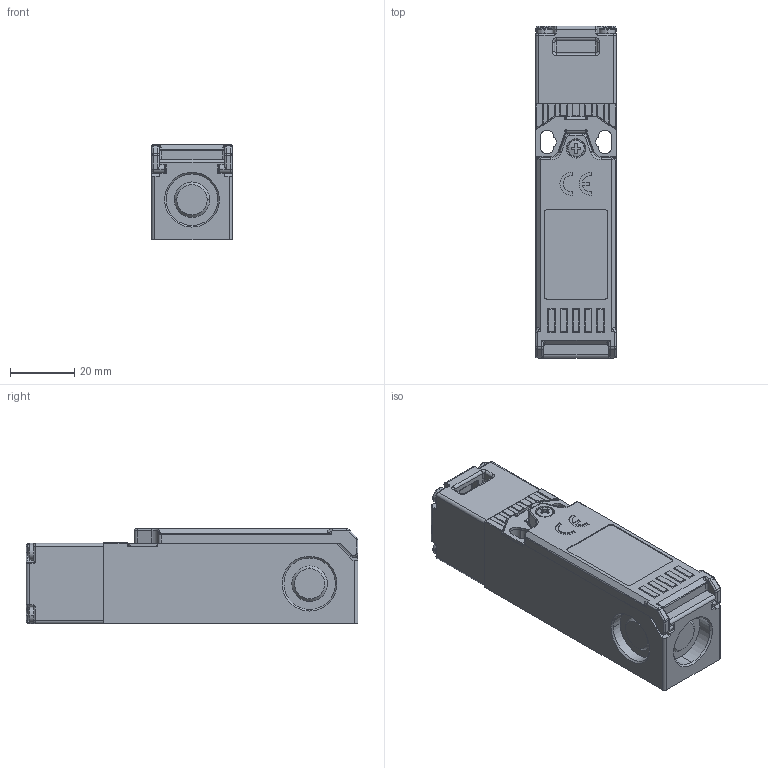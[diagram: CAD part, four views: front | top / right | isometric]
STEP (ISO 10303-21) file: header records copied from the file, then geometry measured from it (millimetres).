
FILE_DESCRIPTION (( 'STEP AP214' ), '1' );
FILE_NAME ('INCH-3-223002.STEP', '2015-08-11T14:59:03', ( '' ), ( '' ), 'SwSTEP 2.0', 'SolidWorks 2014', '' );
FILE_SCHEMA (( 'AUTOMOTIVE_DESIGN' ));
Length unit declared in the file: inch
Products named in the file (1): INCH-3-223002
Bounding box: 25 x 103 x 29.77 mm (x, y, z)
Volume: 28144.2 mm3; surface area: 30381.1 mm2
Topology: 12 solids, 12 shells, 1860 faces, 4770 edges, 2948 vertices
Faces by surface type: plane 865, cylinder 591, torus 190, bspline 89, sphere 65, cone 60
Entity records: 62457 total; most frequent: CARTESIAN_POINT 17884, ORIENTED_EDGE 9396, DIRECTION 9199, EDGE_CURVE 4698, AXIS2_PLACEMENT_3D 3167, VERTEX_POINT 2931, LINE 2865, VECTOR 2865
